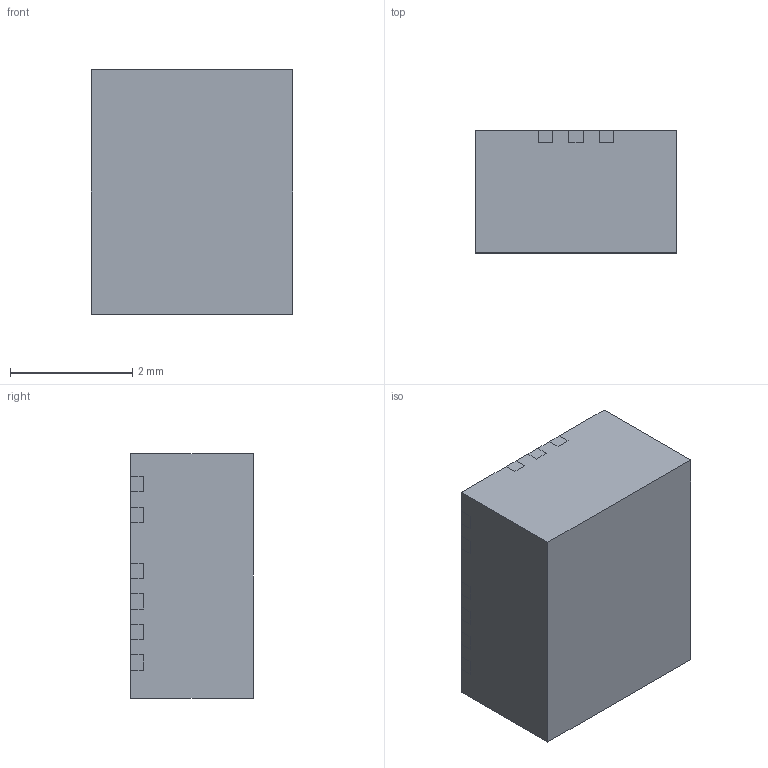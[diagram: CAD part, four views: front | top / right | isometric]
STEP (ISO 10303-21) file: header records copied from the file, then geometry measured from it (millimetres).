
FILE_DESCRIPTION (( 'STEP AP214' ), '1' );
FILE_NAME ('TPSM863253RDXR.STEP', '2024-09-04T13:12:42', ( '' ), ( '' ), 'SwSTEP 2.0', 'SolidWorks 2023', '' );
FILE_SCHEMA (( 'AUTOMOTIVE_DESIGN' ));
Length unit declared in the file: millimetre
Products named in the file (1): TPSM863253RDXR
Bounding box: 3.3 x 2 x 4 mm (x, y, z)
Volume: 26.4 mm3; surface area: 81 mm2
Topology: 9 solids, 9 shells, 195 faces, 528 edges, 352 vertices
Faces by surface type: plane 195
Entity records: 8242 total; most frequent: CARTESIAN_POINT 1076, ORIENTED_EDGE 1056, DIRECTION 920, LINE 528, EDGE_CURVE 528, VECTOR 528, VERTEX_POINT 352, UNCERTAINTY_MEASURE_WITH_UNIT 205
